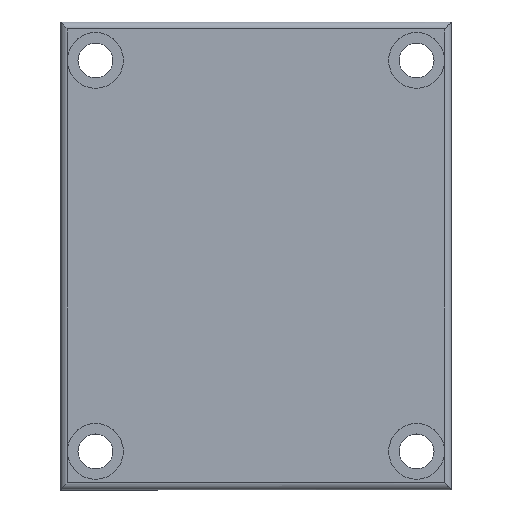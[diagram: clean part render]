
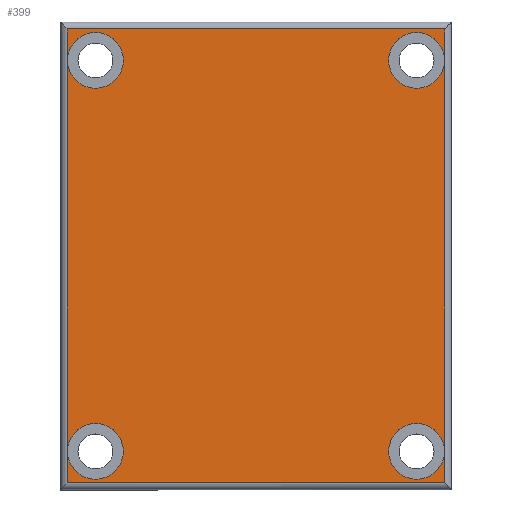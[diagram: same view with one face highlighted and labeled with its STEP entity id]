
A CAD part, top view. The second image highlights one B-rep face of the part: STEP entity #399.
In plain terms, the highlighted planar face has unit normal (0, 0, 1).
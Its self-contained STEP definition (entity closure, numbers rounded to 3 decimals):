
#3 = DIRECTION ( 'NONE',  ( 1., 0., 0. ) ) ;
#15 = DIRECTION ( 'NONE',  ( -1., 0., 0. ) ) ;
#18 = ORIENTED_EDGE ( 'NONE', *, *, #112, .T. ) ;
#35 = ORIENTED_EDGE ( 'NONE', *, *, #826, .F. ) ;
#36 = ORIENTED_EDGE ( 'NONE', *, *, #482, .T. ) ;
#38 = CARTESIAN_POINT ( 'NONE',  ( 11.5, 14., 10. ) ) ;
#45 = EDGE_CURVE ( 'NONE', #241, #526, #807, .T. ) ;
#48 = CARTESIAN_POINT ( 'NONE',  ( -11.5, 14., 10. ) ) ;
#74 = EDGE_CURVE ( 'NONE', #934, #761, #371, .T. ) ;
#79 = DIRECTION ( 'NONE',  ( 1., 0., 0. ) ) ;
#80 = VECTOR ( 'NONE', #901, 1000. ) ;
#88 = DIRECTION ( 'NONE',  ( 0., 1., 0. ) ) ;
#112 = EDGE_CURVE ( 'NONE', #726, #699, #970, .T. ) ;
#121 = DIRECTION ( 'NONE',  ( 0., 0., 1. ) ) ;
#128 = ORIENTED_EDGE ( 'NONE', *, *, #296, .T. ) ;
#129 = DIRECTION ( 'NONE',  ( 0., 0., -1. ) ) ;
#139 = LINE ( 'NONE', #480, #358 ) ;
#146 = ORIENTED_EDGE ( 'NONE', *, *, #658, .T. ) ;
#147 = DIRECTION ( 'NONE',  ( 1., 0., 0. ) ) ;
#153 = CARTESIAN_POINT ( 'NONE',  ( 9.5, 14., 10. ) ) ;
#159 = CIRCLE ( 'NONE', #304, 2. ) ;
#169 = CARTESIAN_POINT ( 'NONE',  ( 0., 16.25, 10. ) ) ;
#185 = DIRECTION ( 'NONE',  ( 0., -1., 0. ) ) ;
#193 = CARTESIAN_POINT ( 'NONE',  ( 13.5, 16.25, 10. ) ) ;
#208 = AXIS2_PLACEMENT_3D ( 'NONE', #317, #892, #3 ) ;
#212 = LINE ( 'NONE', #714, #310 ) ;
#216 = EDGE_CURVE ( 'NONE', #690, #934, #234, .T. ) ;
#227 = EDGE_CURVE ( 'NONE', #699, #726, #295, .T. ) ;
#229 = DIRECTION ( 'NONE',  ( 0., 0., 1. ) ) ;
#234 = LINE ( 'NONE', #630, #519 ) ;
#239 = CARTESIAN_POINT ( 'NONE',  ( -9.5, -14., 10. ) ) ;
#241 = VERTEX_POINT ( 'NONE', #757 ) ;
#251 = CARTESIAN_POINT ( 'NONE',  ( 0., -16.25, 10. ) ) ;
#258 = CARTESIAN_POINT ( 'NONE',  ( -9.5, 14., 10. ) ) ;
#266 = FACE_OUTER_BOUND ( 'NONE', #400, .T. ) ;
#276 = ORIENTED_EDGE ( 'NONE', *, *, #679, .T. ) ;
#282 = EDGE_CURVE ( 'NONE', #934, #559, #327, .T. ) ;
#284 = DIRECTION ( 'NONE',  ( 1., 0., 0. ) ) ;
#286 = CARTESIAN_POINT ( 'NONE',  ( 13.5, 14., 10. ) ) ;
#295 = CIRCLE ( 'NONE', #535, 2. ) ;
#296 = EDGE_CURVE ( 'NONE', #690, #546, #649, .T. ) ;
#301 = LINE ( 'NONE', #768, #80 ) ;
#304 = AXIS2_PLACEMENT_3D ( 'NONE', #829, #320, #529 ) ;
#310 = VECTOR ( 'NONE', #513, 1000. ) ;
#316 = DIRECTION ( 'NONE',  ( -1., 0., 0. ) ) ;
#317 = CARTESIAN_POINT ( 'NONE',  ( 11.5, -14., 10. ) ) ;
#320 = DIRECTION ( 'NONE',  ( 0., 0., 1. ) ) ;
#327 = CIRCLE ( 'NONE', #745, 2. ) ;
#339 = ORIENTED_EDGE ( 'NONE', *, *, #493, .T. ) ;
#349 = LINE ( 'NONE', #478, #749 ) ;
#353 = ORIENTED_EDGE ( 'NONE', *, *, #735, .T. ) ;
#358 = VECTOR ( 'NONE', #839, 1000. ) ;
#361 = ORIENTED_EDGE ( 'NONE', *, *, #427, .T. ) ;
#369 = VECTOR ( 'NONE', #15, 1000. ) ;
#371 = LINE ( 'NONE', #922, #428 ) ;
#372 = AXIS2_PLACEMENT_3D ( 'NONE', #844, #709, #543 ) ;
#374 = VERTEX_POINT ( 'NONE', #764 ) ;
#379 = VECTOR ( 'NONE', #79, 1000. ) ;
#399 = ADVANCED_FACE ( 'NONE', ( #266 ), #925, .T. ) ;
#400 = EDGE_LOOP ( 'NONE', ( #276, #361, #339, #128, #36, #751, #35, #479, #514, #353, #146, #18, #938, #537, #483, #875 ) ) ;
#408 = CARTESIAN_POINT ( 'NONE',  ( -13.5, 14., 10. ) ) ;
#409 = CARTESIAN_POINT ( 'NONE',  ( -11.5, 14., 10. ) ) ;
#427 = EDGE_CURVE ( 'NONE', #675, #374, #673, .T. ) ;
#428 = VECTOR ( 'NONE', #88, 1000. ) ;
#451 = VERTEX_POINT ( 'NONE', #769 ) ;
#456 = LINE ( 'NONE', #169, #369 ) ;
#461 = CARTESIAN_POINT ( 'NONE',  ( 9.5, -14., 10. ) ) ;
#477 = DIRECTION ( 'NONE',  ( 0., 0., 1. ) ) ;
#478 = CARTESIAN_POINT ( 'NONE',  ( -13.5, 0., 10. ) ) ;
#479 = ORIENTED_EDGE ( 'NONE', *, *, #282, .F. ) ;
#480 = CARTESIAN_POINT ( 'NONE',  ( -13.5, 0., 10. ) ) ;
#482 = EDGE_CURVE ( 'NONE', #546, #690, #637, .T. ) ;
#483 = ORIENTED_EDGE ( 'NONE', *, *, #591, .F. ) ;
#493 = EDGE_CURVE ( 'NONE', #374, #690, #212, .T. ) ;
#513 = DIRECTION ( 'NONE',  ( 0., 1., 0. ) ) ;
#514 = ORIENTED_EDGE ( 'NONE', *, *, #74, .T. ) ;
#519 = VECTOR ( 'NONE', #718, 1000. ) ;
#526 = VERTEX_POINT ( 'NONE', #239 ) ;
#529 = DIRECTION ( 'NONE',  ( -1., 0., 0. ) ) ;
#531 = DIRECTION ( 'NONE',  ( -1., 0., 0. ) ) ;
#535 = AXIS2_PLACEMENT_3D ( 'NONE', #409, #931, #531 ) ;
#537 = ORIENTED_EDGE ( 'NONE', *, *, #565, .T. ) ;
#543 = DIRECTION ( 'NONE',  ( 1., 0., 0. ) ) ;
#546 = VERTEX_POINT ( 'NONE', #461 ) ;
#556 = CARTESIAN_POINT ( 'NONE',  ( -13.5, -16.25, 10. ) ) ;
#559 = VERTEX_POINT ( 'NONE', #153 ) ;
#560 = CARTESIAN_POINT ( 'NONE',  ( 13.5, -14., 10. ) ) ;
#565 = EDGE_CURVE ( 'NONE', #726, #241, #301, .T. ) ;
#567 = CIRCLE ( 'NONE', #756, 2. ) ;
#591 = EDGE_CURVE ( 'NONE', #526, #241, #159, .T. ) ;
#630 = CARTESIAN_POINT ( 'NONE',  ( 13.5, 0., 10. ) ) ;
#637 = CIRCLE ( 'NONE', #966, 2. ) ;
#649 = CIRCLE ( 'NONE', #208, 2. ) ;
#658 = EDGE_CURVE ( 'NONE', #451, #726, #349, .T. ) ;
#673 = LINE ( 'NONE', #251, #379 ) ;
#675 = VERTEX_POINT ( 'NONE', #556 ) ;
#679 = EDGE_CURVE ( 'NONE', #241, #675, #139, .T. ) ;
#690 = VERTEX_POINT ( 'NONE', #560 ) ;
#691 = CARTESIAN_POINT ( 'NONE',  ( 11.5, -14., 10. ) ) ;
#699 = VERTEX_POINT ( 'NONE', #258 ) ;
#709 = DIRECTION ( 'NONE',  ( 0., 0., 1. ) ) ;
#714 = CARTESIAN_POINT ( 'NONE',  ( 13.5, 0., 10. ) ) ;
#718 = DIRECTION ( 'NONE',  ( 0., 1., 0. ) ) ;
#726 = VERTEX_POINT ( 'NONE', #408 ) ;
#735 = EDGE_CURVE ( 'NONE', #761, #451, #456, .T. ) ;
#745 = AXIS2_PLACEMENT_3D ( 'NONE', #831, #229, #147 ) ;
#749 = VECTOR ( 'NONE', #185, 1000. ) ;
#751 = ORIENTED_EDGE ( 'NONE', *, *, #216, .T. ) ;
#756 = AXIS2_PLACEMENT_3D ( 'NONE', #38, #121, #862 ) ;
#757 = CARTESIAN_POINT ( 'NONE',  ( -13.5, -14., 10. ) ) ;
#761 = VERTEX_POINT ( 'NONE', #193 ) ;
#764 = CARTESIAN_POINT ( 'NONE',  ( 13.5, -16.25, 10. ) ) ;
#768 = CARTESIAN_POINT ( 'NONE',  ( -13.5, 0., 10. ) ) ;
#769 = CARTESIAN_POINT ( 'NONE',  ( -13.5, 16.25, 10. ) ) ;
#780 = CARTESIAN_POINT ( 'NONE',  ( -11.5, -14., 10. ) ) ;
#797 = AXIS2_PLACEMENT_3D ( 'NONE', #780, #477, #316 ) ;
#807 = CIRCLE ( 'NONE', #797, 2. ) ;
#815 = DIRECTION ( 'NONE',  ( 0., 0., -1. ) ) ;
#826 = EDGE_CURVE ( 'NONE', #559, #934, #567, .T. ) ;
#829 = CARTESIAN_POINT ( 'NONE',  ( -11.5, -14., 10. ) ) ;
#831 = CARTESIAN_POINT ( 'NONE',  ( 11.5, 14., 10. ) ) ;
#839 = DIRECTION ( 'NONE',  ( 0., -1., 0. ) ) ;
#844 = CARTESIAN_POINT ( 'NONE',  ( 0., 0., 10. ) ) ;
#862 = DIRECTION ( 'NONE',  ( 1., 0., 0. ) ) ;
#875 = ORIENTED_EDGE ( 'NONE', *, *, #45, .F. ) ;
#884 = DIRECTION ( 'NONE',  ( -1., 0., 0. ) ) ;
#886 = AXIS2_PLACEMENT_3D ( 'NONE', #48, #815, #884 ) ;
#892 = DIRECTION ( 'NONE',  ( 0., 0., -1. ) ) ;
#901 = DIRECTION ( 'NONE',  ( 0., -1., 0. ) ) ;
#922 = CARTESIAN_POINT ( 'NONE',  ( 13.5, 0., 10. ) ) ;
#925 = PLANE ( 'NONE',  #372 ) ;
#931 = DIRECTION ( 'NONE',  ( 0., 0., -1. ) ) ;
#934 = VERTEX_POINT ( 'NONE', #286 ) ;
#938 = ORIENTED_EDGE ( 'NONE', *, *, #227, .T. ) ;
#966 = AXIS2_PLACEMENT_3D ( 'NONE', #691, #129, #284 ) ;
#970 = CIRCLE ( 'NONE', #886, 2. ) ;
